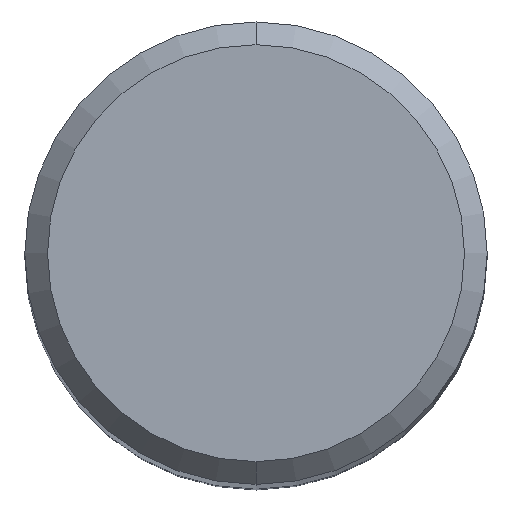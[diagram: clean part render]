
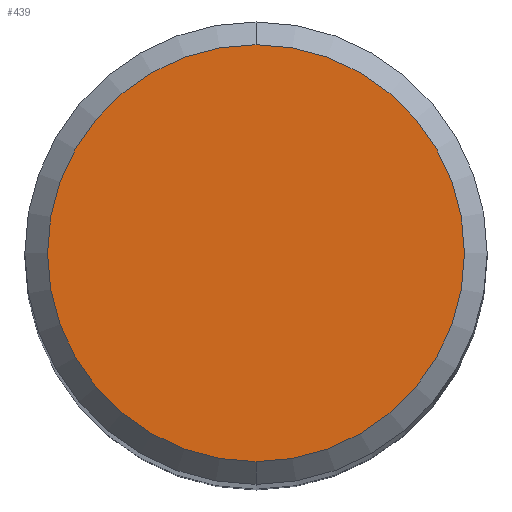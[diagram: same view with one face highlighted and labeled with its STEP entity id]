
A CAD part, top view. The second image highlights one B-rep face of the part: STEP entity #439.
In plain terms, the highlighted planar face has unit normal (0, 0, 1).
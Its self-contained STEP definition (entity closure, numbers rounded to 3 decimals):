
#241=VERTEX_POINT('',#634);
#433=VERTEX_POINT('',#845);
#439=ADVANCED_FACE('',(#851),#852,.T.);
#517=EDGE_CURVE('',#433,#241,#939,.T.);
#547=EDGE_CURVE('',#241,#433,#971,.T.);
#634=CARTESIAN_POINT('',(0.,-3.642,0.0));
#845=CARTESIAN_POINT('',(0.0,3.642,0.0));
#851=FACE_OUTER_BOUND('',#1455,.T.);
#852=PLANE('',#1456);
#939=CIRCLE('',#1629,3.642);
#971=CIRCLE('',#1690,3.642);
#1455=EDGE_LOOP('',(#2063,#2064));
#1456=AXIS2_PLACEMENT_3D('',#2065,#2066,#2067);
#1629=AXIS2_PLACEMENT_3D('',#2173,#2174,#2175);
#1690=AXIS2_PLACEMENT_3D('',#2209,#2210,#2211);
#2063=ORIENTED_EDGE('',*,*,#517,.F.);
#2064=ORIENTED_EDGE('',*,*,#547,.F.);
#2065=CARTESIAN_POINT('',(0.0,1.821,0.0));
#2066=DIRECTION('',(-0.0,0.0,1.0));
#2067=DIRECTION('',(0.0,-1.0,0.0));
#2173=CARTESIAN_POINT('',(0.0,0.0,0.0));
#2174=DIRECTION('',(0.0,0.0,-1.0));
#2175=DIRECTION('',(0.0,1.0,0.0));
#2209=CARTESIAN_POINT('',(0.0,0.0,0.0));
#2210=DIRECTION('',(0.0,0.0,-1.0));
#2211=DIRECTION('',(0.0,1.0,0.0));
